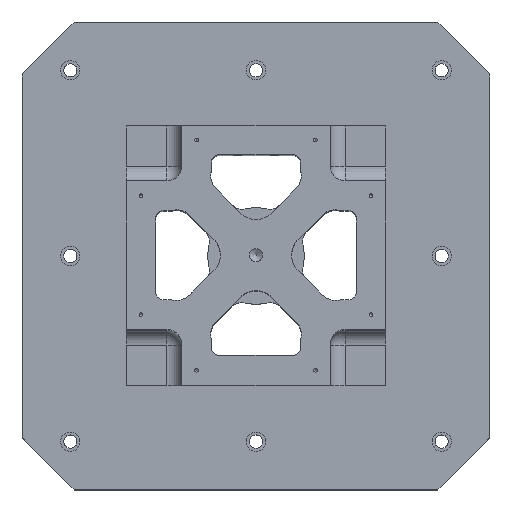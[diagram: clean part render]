
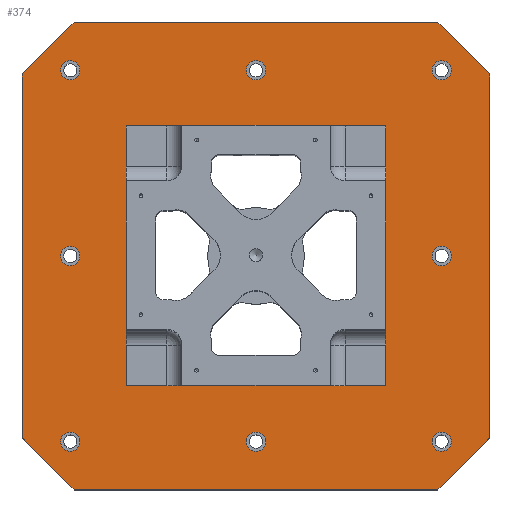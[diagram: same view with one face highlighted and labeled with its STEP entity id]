
A CAD part, top view. The second image highlights one B-rep face of the part: STEP entity #374.
In plain terms, the highlighted planar face has unit normal (0, 0, 1).
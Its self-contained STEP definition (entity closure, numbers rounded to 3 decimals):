
#374 = ADVANCED_FACE( '', ( #1590, #1591, #1592, #1593, #1594, #1595, #1596, #1597, #1598, #1599 ), #1600, .F. );
#1590 = FACE_BOUND( '', #3237, .T. );
#1591 = FACE_BOUND( '', #3238, .T. );
#1592 = FACE_BOUND( '', #3239, .T. );
#1593 = FACE_BOUND( '', #3240, .T. );
#1594 = FACE_BOUND( '', #3241, .T. );
#1595 = FACE_BOUND( '', #3242, .T. );
#1596 = FACE_BOUND( '', #3243, .T. );
#1597 = FACE_BOUND( '', #3244, .T. );
#1598 = FACE_OUTER_BOUND( '', #3245, .T. );
#1599 = FACE_BOUND( '', #3246, .T. );
#1600 = PLANE( '', #3247 );
#3237 = EDGE_LOOP( '', ( #5880 ) );
#3238 = EDGE_LOOP( '', ( #5881 ) );
#3239 = EDGE_LOOP( '', ( #5882 ) );
#3240 = EDGE_LOOP( '', ( #5883 ) );
#3241 = EDGE_LOOP( '', ( #5884 ) );
#3242 = EDGE_LOOP( '', ( #5885 ) );
#3243 = EDGE_LOOP( '', ( #5886 ) );
#3244 = EDGE_LOOP( '', ( #5887 ) );
#3245 = EDGE_LOOP( '', ( #5888, #5889, #5890, #5891, #5892, #5893, #5894, #5895 ) );
#3246 = EDGE_LOOP( '', ( #5896, #5897, #5898, #5899 ) );
#3247 = AXIS2_PLACEMENT_3D( '', #5900, #5901, #5902 );
#5880 = ORIENTED_EDGE( '', *, *, #8038, .T. );
#5881 = ORIENTED_EDGE( '', *, *, #8039, .T. );
#5882 = ORIENTED_EDGE( '', *, *, #8040, .T. );
#5883 = ORIENTED_EDGE( '', *, *, #8041, .T. );
#5884 = ORIENTED_EDGE( '', *, *, #8042, .T. );
#5885 = ORIENTED_EDGE( '', *, *, #8043, .T. );
#5886 = ORIENTED_EDGE( '', *, *, #8044, .T. );
#5887 = ORIENTED_EDGE( '', *, *, #8045, .T. );
#5888 = ORIENTED_EDGE( '', *, *, #8046, .T. );
#5889 = ORIENTED_EDGE( '', *, *, #7694, .T. );
#5890 = ORIENTED_EDGE( '', *, *, #8047, .T. );
#5891 = ORIENTED_EDGE( '', *, *, #7699, .T. );
#5892 = ORIENTED_EDGE( '', *, *, #8048, .T. );
#5893 = ORIENTED_EDGE( '', *, *, #7703, .T. );
#5894 = ORIENTED_EDGE( '', *, *, #8049, .T. );
#5895 = ORIENTED_EDGE( '', *, *, #7707, .T. );
#5896 = ORIENTED_EDGE( '', *, *, #8037, .F. );
#5897 = ORIENTED_EDGE( '', *, *, #7379, .F. );
#5898 = ORIENTED_EDGE( '', *, *, #7322, .F. );
#5899 = ORIENTED_EDGE( '', *, *, #7428, .F. );
#5900 = CARTESIAN_POINT( '', ( -315., 315., 50. ) );
#5901 = DIRECTION( '', ( 0., 0., -1. ) );
#5902 = DIRECTION( '', ( -1., 0., 0. ) );
#7322 = EDGE_CURVE( '', #8395, #8397, #8398, .T. );
#7379 = EDGE_CURVE( '', #8397, #8510, #8511, .T. );
#7428 = EDGE_CURVE( '', #8607, #8395, #8608, .T. );
#7694 = EDGE_CURVE( '', #9085, #9086, #9087, .F. );
#7699 = EDGE_CURVE( '', #9094, #9095, #9096, .F. );
#7703 = EDGE_CURVE( '', #9102, #9103, #9104, .F. );
#7707 = EDGE_CURVE( '', #9110, #9111, #9112, .F. );
#8037 = EDGE_CURVE( '', #8510, #8607, #9604, .T. );
#8038 = EDGE_CURVE( '', #9605, #9605, #9606, .T. );
#8039 = EDGE_CURVE( '', #9607, #9607, #9608, .T. );
#8040 = EDGE_CURVE( '', #9609, #9609, #9610, .T. );
#8041 = EDGE_CURVE( '', #9611, #9611, #9612, .T. );
#8042 = EDGE_CURVE( '', #9613, #9613, #9614, .T. );
#8043 = EDGE_CURVE( '', #9615, #9615, #9616, .T. );
#8044 = EDGE_CURVE( '', #9617, #9617, #9618, .T. );
#8045 = EDGE_CURVE( '', #9619, #9619, #9620, .T. );
#8046 = EDGE_CURVE( '', #9111, #9085, #9621, .T. );
#8047 = EDGE_CURVE( '', #9086, #9094, #9622, .T. );
#8048 = EDGE_CURVE( '', #9095, #9102, #9623, .T. );
#8049 = EDGE_CURVE( '', #9103, #9110, #9624, .T. );
#8395 = VERTEX_POINT( '', #10056 );
#8397 = VERTEX_POINT( '', #10059 );
#8398 = LINE( '', #10060, #10061 );
#8510 = VERTEX_POINT( '', #10179 );
#8511 = LINE( '', #10180, #10181 );
#8607 = VERTEX_POINT( '', #10278 );
#8608 = LINE( '', #10279, #10280 );
#9085 = VERTEX_POINT( '', #11780 );
#9086 = VERTEX_POINT( '', #11781 );
#9087 = LINE( '', #11782, #11783 );
#9094 = VERTEX_POINT( '', #11793 );
#9095 = VERTEX_POINT( '', #11794 );
#9096 = LINE( '', #11795, #11796 );
#9102 = VERTEX_POINT( '', #11805 );
#9103 = VERTEX_POINT( '', #11806 );
#9104 = LINE( '', #11807, #11808 );
#9110 = VERTEX_POINT( '', #11817 );
#9111 = VERTEX_POINT( '', #11818 );
#9112 = LINE( '', #11819, #11820 );
#9604 = LINE( '', #12345, #12346 );
#9605 = VERTEX_POINT( '', #12347 );
#9606 = CIRCLE( '', #12348, 13. );
#9607 = VERTEX_POINT( '', #12349 );
#9608 = CIRCLE( '', #12350, 13. );
#9609 = VERTEX_POINT( '', #12351 );
#9610 = CIRCLE( '', #12352, 13. );
#9611 = VERTEX_POINT( '', #12353 );
#9612 = CIRCLE( '', #12354, 13. );
#9613 = VERTEX_POINT( '', #12355 );
#9614 = CIRCLE( '', #12356, 13. );
#9615 = VERTEX_POINT( '', #12357 );
#9616 = CIRCLE( '', #12358, 13. );
#9617 = VERTEX_POINT( '', #12359 );
#9618 = CIRCLE( '', #12360, 13. );
#9619 = VERTEX_POINT( '', #12361 );
#9620 = CIRCLE( '', #12362, 13. );
#9621 = LINE( '', #12363, #12364 );
#9622 = LINE( '', #12365, #12366 );
#9623 = LINE( '', #12367, #12368 );
#9624 = LINE( '', #12369, #12370 );
#10056 = CARTESIAN_POINT( '', ( 175., -175., 50. ) );
#10059 = CARTESIAN_POINT( '', ( 175., 175., 50. ) );
#10060 = CARTESIAN_POINT( '', ( 175., -175., 50. ) );
#10061 = VECTOR( '', #13073, 1000. );
#10179 = CARTESIAN_POINT( '', ( -175., 175., 50. ) );
#10180 = CARTESIAN_POINT( '', ( 175., 175., 50. ) );
#10181 = VECTOR( '', #13230, 1000. );
#10278 = CARTESIAN_POINT( '', ( -175., -175., 50. ) );
#10279 = CARTESIAN_POINT( '', ( -175., -175., 50. ) );
#10280 = VECTOR( '', #13373, 1000. );
#11780 = CARTESIAN_POINT( '', ( 245., -315., 50. ) );
#11781 = CARTESIAN_POINT( '', ( 315., -245., 50. ) );
#11782 = CARTESIAN_POINT( '', ( 315., -245., 50. ) );
#11783 = VECTOR( '', #13773, 1000. );
#11793 = CARTESIAN_POINT( '', ( 315., 245., 50. ) );
#11794 = CARTESIAN_POINT( '', ( 245., 315., 50. ) );
#11795 = CARTESIAN_POINT( '', ( 245., 315., 50. ) );
#11796 = VECTOR( '', #13780, 1000. );
#11805 = CARTESIAN_POINT( '', ( -245., 315., 50. ) );
#11806 = CARTESIAN_POINT( '', ( -315., 245., 50. ) );
#11807 = CARTESIAN_POINT( '', ( -315., 245., 50. ) );
#11808 = VECTOR( '', #13784, 1000. );
#11817 = CARTESIAN_POINT( '', ( -315., -245., 50. ) );
#11818 = CARTESIAN_POINT( '', ( -245., -315., 50. ) );
#11819 = CARTESIAN_POINT( '', ( -245., -315., 50. ) );
#11820 = VECTOR( '', #13788, 1000. );
#12345 = CARTESIAN_POINT( '', ( -175., 175., 50. ) );
#12346 = VECTOR( '', #14497, 1000. );
#12347 = CARTESIAN_POINT( '', ( -250., 237., 50. ) );
#12348 = AXIS2_PLACEMENT_3D( '', #14498, #14499, #14500 );
#12349 = CARTESIAN_POINT( '', ( -250., -13., 50. ) );
#12350 = AXIS2_PLACEMENT_3D( '', #14501, #14502, #14503 );
#12351 = CARTESIAN_POINT( '', ( -250., -263., 50. ) );
#12352 = AXIS2_PLACEMENT_3D( '', #14504, #14505, #14506 );
#12353 = CARTESIAN_POINT( '', ( 0., -263., 50. ) );
#12354 = AXIS2_PLACEMENT_3D( '', #14507, #14508, #14509 );
#12355 = CARTESIAN_POINT( '', ( 250., -263., 50. ) );
#12356 = AXIS2_PLACEMENT_3D( '', #14510, #14511, #14512 );
#12357 = CARTESIAN_POINT( '', ( 250., -13., 50. ) );
#12358 = AXIS2_PLACEMENT_3D( '', #14513, #14514, #14515 );
#12359 = CARTESIAN_POINT( '', ( 250., 237., 50. ) );
#12360 = AXIS2_PLACEMENT_3D( '', #14516, #14517, #14518 );
#12361 = CARTESIAN_POINT( '', ( 0., 237., 50. ) );
#12362 = AXIS2_PLACEMENT_3D( '', #14519, #14520, #14521 );
#12363 = CARTESIAN_POINT( '', ( -315., -315., 50. ) );
#12364 = VECTOR( '', #14522, 1000. );
#12365 = CARTESIAN_POINT( '', ( 315., -315., 50. ) );
#12366 = VECTOR( '', #14523, 1000. );
#12367 = CARTESIAN_POINT( '', ( 315., 315., 50. ) );
#12368 = VECTOR( '', #14524, 1000. );
#12369 = CARTESIAN_POINT( '', ( -315., 315., 50. ) );
#12370 = VECTOR( '', #14525, 1000. );
#13073 = DIRECTION( '', ( 0., 1., 0. ) );
#13230 = DIRECTION( '', ( -1., 0., 0. ) );
#13373 = DIRECTION( '', ( 1., 0., 0. ) );
#13773 = DIRECTION( '', ( -0.707, -0.707, 0. ) );
#13780 = DIRECTION( '', ( 0.707, -0.707, 0. ) );
#13784 = DIRECTION( '', ( 0.707, 0.707, 0. ) );
#13788 = DIRECTION( '', ( -0.707, 0.707, 0. ) );
#14497 = DIRECTION( '', ( 0., -1., 0. ) );
#14498 = CARTESIAN_POINT( '', ( -250., 250., 50. ) );
#14499 = DIRECTION( '', ( 0., 0., -1. ) );
#14500 = DIRECTION( '', ( 0., -1., 0. ) );
#14501 = CARTESIAN_POINT( '', ( -250., 0., 50. ) );
#14502 = DIRECTION( '', ( 0., 0., -1. ) );
#14503 = DIRECTION( '', ( 0., -1., 0. ) );
#14504 = CARTESIAN_POINT( '', ( -250., -250., 50. ) );
#14505 = DIRECTION( '', ( 0., 0., -1. ) );
#14506 = DIRECTION( '', ( 0., -1., 0. ) );
#14507 = CARTESIAN_POINT( '', ( 0., -250., 50. ) );
#14508 = DIRECTION( '', ( 0., 0., -1. ) );
#14509 = DIRECTION( '', ( 0., -1., 0. ) );
#14510 = CARTESIAN_POINT( '', ( 250., -250., 50. ) );
#14511 = DIRECTION( '', ( 0., 0., -1. ) );
#14512 = DIRECTION( '', ( 0., -1., 0. ) );
#14513 = CARTESIAN_POINT( '', ( 250., 0., 50. ) );
#14514 = DIRECTION( '', ( 0., 0., -1. ) );
#14515 = DIRECTION( '', ( 0., -1., 0. ) );
#14516 = CARTESIAN_POINT( '', ( 250., 250., 50. ) );
#14517 = DIRECTION( '', ( 0., 0., -1. ) );
#14518 = DIRECTION( '', ( 0., -1., 0. ) );
#14519 = CARTESIAN_POINT( '', ( 0., 250., 50. ) );
#14520 = DIRECTION( '', ( 0., 0., -1. ) );
#14521 = DIRECTION( '', ( 0., -1., 0. ) );
#14522 = DIRECTION( '', ( 1., 0., 0. ) );
#14523 = DIRECTION( '', ( 0., 1., 0. ) );
#14524 = DIRECTION( '', ( -1., 0., 0. ) );
#14525 = DIRECTION( '', ( 0., -1., 0. ) );
